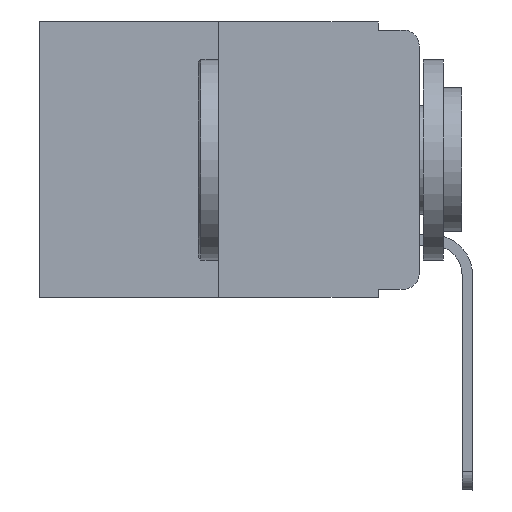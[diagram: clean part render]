
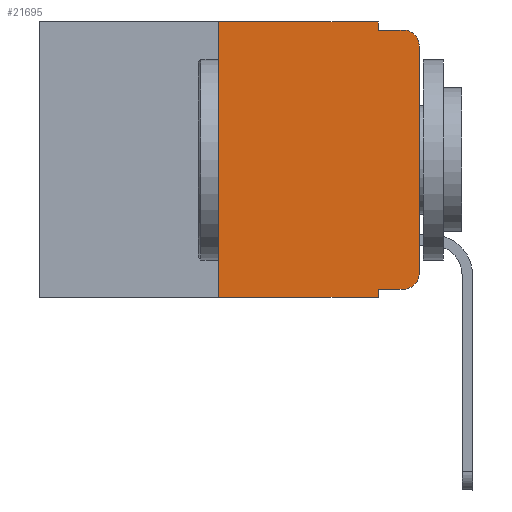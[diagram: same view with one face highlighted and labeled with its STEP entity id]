
A CAD part, left-side view. The second image highlights one B-rep face of the part: STEP entity #21695.
In plain terms, the highlighted planar face has unit normal (-1, 0, 0).
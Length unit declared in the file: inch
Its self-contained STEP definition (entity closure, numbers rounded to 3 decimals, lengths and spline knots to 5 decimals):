
#215 = VECTOR ( 'NONE', #13830, 39.37008 ) ;
#471 = CARTESIAN_POINT ( 'NONE',  ( 0., 0.02, -0.01 ) ) ;
#616 = DIRECTION ( 'NONE',  ( 0., 0., -1. ) ) ;
#683 = EDGE_CURVE ( 'NONE', #14565, #17133, #4317, .T. ) ;
#1122 = CIRCLE ( 'NONE', #6203, 0.02 ) ;
#1670 = CARTESIAN_POINT ( 'NONE',  ( 0., 0., 0. ) ) ;
#2688 = CARTESIAN_POINT ( 'NONE',  ( 0., 0.051, -0.333 ) ) ;
#2819 = DIRECTION ( 'NONE',  ( 0., -1., 0. ) ) ;
#3732 = VECTOR ( 'NONE', #21337, 39.37008 ) ;
#4004 = CARTESIAN_POINT ( 'NONE',  ( 0., 0.02, -0.313 ) ) ;
#4198 = VECTOR ( 'NONE', #9569, 39.37008 ) ;
#4317 = CIRCLE ( 'NONE', #12389, 0.02 ) ;
#4571 = VERTEX_POINT ( 'NONE', #9330 ) ;
#4944 = LINE ( 'NONE', #2688, #12649 ) ;
#5516 = VECTOR ( 'NONE', #18661, 39.37008 ) ;
#5921 = EDGE_CURVE ( 'NONE', #10684, #13707, #6299, .T. ) ;
#6203 = AXIS2_PLACEMENT_3D ( 'NONE', #4004, #12064, #18179 ) ;
#6299 = LINE ( 'NONE', #22611, #8549 ) ;
#7020 = CARTESIAN_POINT ( 'NONE',  ( 0., 0.473, 0. ) ) ;
#7493 = VECTOR ( 'NONE', #616, 39.37008 ) ;
#8193 = CARTESIAN_POINT ( 'NONE',  ( 0., 0.051, -0.333 ) ) ;
#8327 = AXIS2_PLACEMENT_3D ( 'NONE', #9816, #9943, #25972 ) ;
#8549 = VECTOR ( 'NONE', #18466, 39.37008 ) ;
#9093 = EDGE_CURVE ( 'NONE', #14580, #22892, #10672, .T. ) ;
#9330 = CARTESIAN_POINT ( 'NONE',  ( 0., 0.02, -0.333 ) ) ;
#9569 = DIRECTION ( 'NONE',  ( 0., 0., 1. ) ) ;
#9816 = CARTESIAN_POINT ( 'NONE',  ( 0., 0.473, 0. ) ) ;
#9943 = DIRECTION ( 'NONE',  ( 1., 0., 0. ) ) ;
#10053 = VERTEX_POINT ( 'NONE', #25748 ) ;
#10490 = DIRECTION ( 'NONE',  ( 0., -1., 0. ) ) ;
#10538 = CARTESIAN_POINT ( 'NONE',  ( 0., 0.051, 0. ) ) ;
#10585 = LINE ( 'NONE', #22664, #5516 ) ;
#10645 = ORIENTED_EDGE ( 'NONE', *, *, #17770, .F. ) ;
#10672 = LINE ( 'NONE', #10538, #7493 ) ;
#10684 = VERTEX_POINT ( 'NONE', #8193 ) ;
#11562 = EDGE_CURVE ( 'NONE', #10684, #4571, #4944, .T. ) ;
#12064 = DIRECTION ( 'NONE',  ( -1., 0., 0. ) ) ;
#12159 = EDGE_CURVE ( 'NONE', #18230, #14580, #19078, .T. ) ;
#12233 = CARTESIAN_POINT ( 'NONE',  ( 0., 0.25, 0. ) ) ;
#12389 = AXIS2_PLACEMENT_3D ( 'NONE', #21297, #15430, #19285 ) ;
#12649 = VECTOR ( 'NONE', #10490, 39.37008 ) ;
#12862 = CARTESIAN_POINT ( 'NONE',  ( 0., 0.051, -0.01 ) ) ;
#13009 = EDGE_CURVE ( 'NONE', #25644, #18230, #15378, .T. ) ;
#13179 = ORIENTED_EDGE ( 'NONE', *, *, #11562, .T. ) ;
#13679 = ORIENTED_EDGE ( 'NONE', *, *, #13009, .F. ) ;
#13707 = VERTEX_POINT ( 'NONE', #14399 ) ;
#13830 = DIRECTION ( 'NONE',  ( 0., 0., 1. ) ) ;
#13846 = EDGE_CURVE ( 'NONE', #25644, #13707, #10585, .T. ) ;
#14399 = CARTESIAN_POINT ( 'NONE',  ( 0., 0.051, -0.343 ) ) ;
#14565 = VERTEX_POINT ( 'NONE', #24277 ) ;
#14580 = VERTEX_POINT ( 'NONE', #26119 ) ;
#15378 = LINE ( 'NONE', #21630, #4198 ) ;
#15430 = DIRECTION ( 'NONE',  ( -1., 0., 0. ) ) ;
#16626 = ORIENTED_EDGE ( 'NONE', *, *, #12159, .F. ) ;
#17133 = VERTEX_POINT ( 'NONE', #471 ) ;
#17770 = EDGE_CURVE ( 'NONE', #22892, #17133, #20842, .T. ) ;
#17884 = CARTESIAN_POINT ( 'NONE',  ( 0., 0.051, -0.01 ) ) ;
#18123 = EDGE_CURVE ( 'NONE', #10053, #14565, #19932, .T. ) ;
#18179 = DIRECTION ( 'NONE',  ( 0., 0., -1. ) ) ;
#18230 = VERTEX_POINT ( 'NONE', #12233 ) ;
#18466 = DIRECTION ( 'NONE',  ( 0., 0., -1. ) ) ;
#18661 = DIRECTION ( 'NONE',  ( 0., -1., 0. ) ) ;
#19078 = LINE ( 'NONE', #7020, #3732 ) ;
#19161 = ORIENTED_EDGE ( 'NONE', *, *, #9093, .F. ) ;
#19285 = DIRECTION ( 'NONE',  ( 0., 0., -1. ) ) ;
#19932 = LINE ( 'NONE', #1670, #215 ) ;
#19962 = EDGE_LOOP ( 'NONE', ( #24206, #23110, #10645, #19161, #16626, #13679, #20818, #25388, #13179, #23349 ) ) ;
#20007 = FACE_OUTER_BOUND ( 'NONE', #19962, .T. ) ;
#20031 = CARTESIAN_POINT ( 'NONE',  ( 0., 0.25, -0.343 ) ) ;
#20818 = ORIENTED_EDGE ( 'NONE', *, *, #13846, .T. ) ;
#20842 = LINE ( 'NONE', #12862, #20939 ) ;
#20939 = VECTOR ( 'NONE', #2819, 39.37008 ) ;
#21297 = CARTESIAN_POINT ( 'NONE',  ( 0., 0.02, -0.03 ) ) ;
#21337 = DIRECTION ( 'NONE',  ( 0., -1., 0. ) ) ;
#21630 = CARTESIAN_POINT ( 'NONE',  ( 0., 0.25, 0. ) ) ;
#21695 = ADVANCED_FACE ( 'NONE', ( #20007 ), #22153, .F. ) ;
#22153 = PLANE ( 'NONE',  #8327 ) ;
#22611 = CARTESIAN_POINT ( 'NONE',  ( 0., 0.051, 0. ) ) ;
#22664 = CARTESIAN_POINT ( 'NONE',  ( 0., 0.473, -0.343 ) ) ;
#22892 = VERTEX_POINT ( 'NONE', #17884 ) ;
#23110 = ORIENTED_EDGE ( 'NONE', *, *, #683, .T. ) ;
#23349 = ORIENTED_EDGE ( 'NONE', *, *, #25704, .T. ) ;
#24206 = ORIENTED_EDGE ( 'NONE', *, *, #18123, .T. ) ;
#24277 = CARTESIAN_POINT ( 'NONE',  ( 0., 0., -0.03 ) ) ;
#25388 = ORIENTED_EDGE ( 'NONE', *, *, #5921, .F. ) ;
#25644 = VERTEX_POINT ( 'NONE', #20031 ) ;
#25704 = EDGE_CURVE ( 'NONE', #4571, #10053, #1122, .T. ) ;
#25748 = CARTESIAN_POINT ( 'NONE',  ( 0., 0., -0.313 ) ) ;
#25972 = DIRECTION ( 'NONE',  ( 0., 0., -1. ) ) ;
#26119 = CARTESIAN_POINT ( 'NONE',  ( 0., 0.051, 0. ) ) ;
